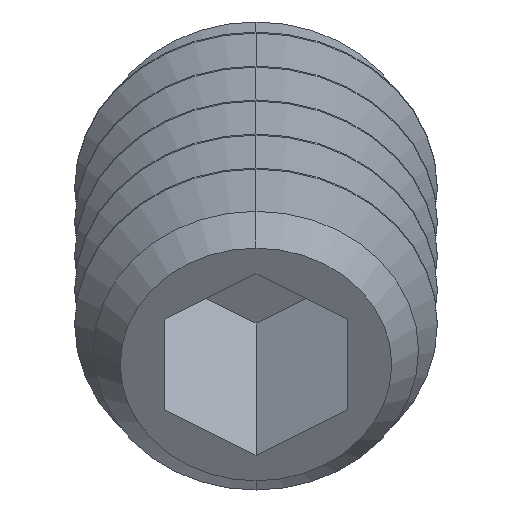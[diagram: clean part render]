
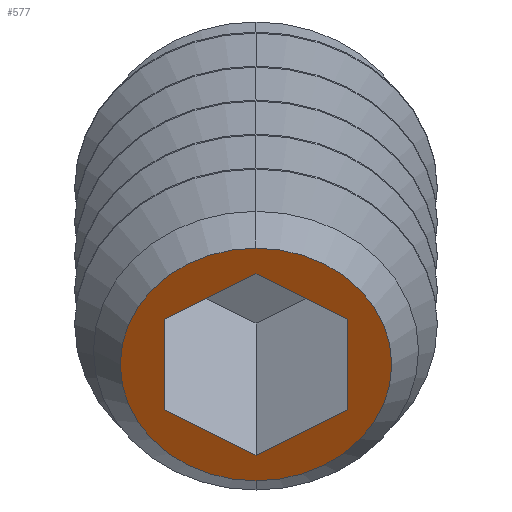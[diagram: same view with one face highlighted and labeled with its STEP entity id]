
A CAD part, left-side view. The second image highlights one B-rep face of the part: STEP entity #577.
In plain terms, the highlighted planar face has unit normal (-0.857, 0, -0.515).
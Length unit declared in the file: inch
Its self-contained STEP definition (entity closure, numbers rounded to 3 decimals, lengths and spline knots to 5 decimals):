
#1 = DIRECTION ( 'NONE',  ( -0.258, -0.866, 0.429 ) ) ;
#9 = CARTESIAN_POINT ( 'NONE',  ( -0.52826, 0.154, -0.33442 ) ) ;
#86 = ORIENTED_EDGE ( 'NONE', *, *, #1302, .F. ) ;
#88 = CARTESIAN_POINT ( 'NONE',  ( -0.52454, 0.1665, -0.34061 ) ) ;
#106 = CIRCLE ( 'NONE', #1054, 0.03705 ) ;
#133 = ORIENTED_EDGE ( 'NONE', *, *, #968, .F. ) ;
#148 = VECTOR ( 'NONE', #632, 39.37008 ) ;
#158 = VERTEX_POINT ( 'NONE', #264 ) ;
#202 = CARTESIAN_POINT ( 'NONE',  ( -0.5357, 0.204, -0.32205 ) ) ;
#206 = EDGE_CURVE ( 'NONE', #1191, #158, #596, .T. ) ;
#220 = ORIENTED_EDGE ( 'NONE', *, *, #796, .T. ) ;
#238 = VECTOR ( 'NONE', #1, 39.37008 ) ;
#244 = CARTESIAN_POINT ( 'NONE',  ( -0.52826, 0.204, -0.33442 ) ) ;
#254 = DIRECTION ( 'NONE',  ( 0.515, 0., -0.857 ) ) ;
#264 = CARTESIAN_POINT ( 'NONE',  ( -0.54313, 0.154, -0.30968 ) ) ;
#272 = CARTESIAN_POINT ( 'NONE',  ( -0.55479, 0.179, -0.2903 ) ) ;
#285 = DIRECTION ( 'NONE',  ( 0.515, 0., -0.857 ) ) ;
#302 = DIRECTION ( 'NONE',  ( -0.515, 0., 0.857 ) ) ;
#304 = EDGE_CURVE ( 'NONE', #1236, #634, #740, .T. ) ;
#328 = CARTESIAN_POINT ( 'NONE',  ( -0.51638, 0.14151, -0.35419 ) ) ;
#350 = FACE_OUTER_BOUND ( 'NONE', #881, .T. ) ;
#360 = ORIENTED_EDGE ( 'NONE', *, *, #304, .T. ) ;
#394 = VECTOR ( 'NONE', #531, 39.37008 ) ;
#417 = DIRECTION ( 'NONE',  ( 0.258, -0.866, -0.429 ) ) ;
#444 = EDGE_CURVE ( 'NONE', #1236, #505, #1184, .T. ) ;
#462 = CARTESIAN_POINT ( 'NONE',  ( -0.54313, 0.204, -0.30968 ) ) ;
#505 = VERTEX_POINT ( 'NONE', #9 ) ;
#520 = ORIENTED_EDGE ( 'NONE', *, *, #444, .F. ) ;
#531 = DIRECTION ( 'NONE',  ( -0.258, 0.866, 0.429 ) ) ;
#553 = VECTOR ( 'NONE', #417, 39.37008 ) ;
#564 = CARTESIAN_POINT ( 'NONE',  ( -0.5357, 0.179, -0.32205 ) ) ;
#577 = ADVANCED_FACE ( 'NONE', ( #864, #350 ), #916, .T. ) ;
#596 = LINE ( 'NONE', #1205, #553 ) ;
#619 = EDGE_CURVE ( 'NONE', #1108, #960, #106, .T. ) ;
#632 = DIRECTION ( 'NONE',  ( -0.515, 0., 0.857 ) ) ;
#634 = VERTEX_POINT ( 'NONE', #244 ) ;
#637 = LINE ( 'NONE', #705, #148 ) ;
#705 = CARTESIAN_POINT ( 'NONE',  ( -0.5357, 0.154, -0.32205 ) ) ;
#722 = CIRCLE ( 'NONE', #1168, 0.03705 ) ;
#724 = ORIENTED_EDGE ( 'NONE', *, *, #997, .T. ) ;
#738 = CARTESIAN_POINT ( 'NONE',  ( -0.51661, 0.179, -0.35381 ) ) ;
#740 = LINE ( 'NONE', #1030, #394 ) ;
#757 = VECTOR ( 'NONE', #1226, 39.37008 ) ;
#773 = DIRECTION ( 'NONE',  ( -0.857, 0., -0.515 ) ) ;
#796 = EDGE_CURVE ( 'NONE', #960, #1108, #722, .T. ) ;
#823 = DIRECTION ( 'NONE',  ( -0.515, 0., 0.857 ) ) ;
#838 = LINE ( 'NONE', #1129, #757 ) ;
#864 = FACE_BOUND ( 'NONE', #874, .T. ) ;
#874 = EDGE_LOOP ( 'NONE', ( #520, #360, #724, #86, #1117, #133 ) ) ;
#881 = EDGE_LOOP ( 'NONE', ( #220, #1204 ) ) ;
#899 = DIRECTION ( 'NONE',  ( -0.857, 0., -0.515 ) ) ;
#908 = DIRECTION ( 'NONE',  ( -0.857, 0., -0.515 ) ) ;
#916 = PLANE ( 'NONE',  #1221 ) ;
#960 = VERTEX_POINT ( 'NONE', #738 ) ;
#968 = EDGE_CURVE ( 'NONE', #505, #158, #637, .T. ) ;
#989 = VERTEX_POINT ( 'NONE', #462 ) ;
#997 = EDGE_CURVE ( 'NONE', #634, #989, #1021, .T. ) ;
#1021 = LINE ( 'NONE', #202, #1222 ) ;
#1030 = CARTESIAN_POINT ( 'NONE',  ( -0.52082, 0.179, -0.34679 ) ) ;
#1054 = AXIS2_PLACEMENT_3D ( 'NONE', #564, #773, #254 ) ;
#1061 = CARTESIAN_POINT ( 'NONE',  ( -0.52082, 0.179, -0.34679 ) ) ;
#1108 = VERTEX_POINT ( 'NONE', #272 ) ;
#1117 = ORIENTED_EDGE ( 'NONE', *, *, #206, .T. ) ;
#1125 = CARTESIAN_POINT ( 'NONE',  ( -0.55057, 0.179, -0.29731 ) ) ;
#1129 = CARTESIAN_POINT ( 'NONE',  ( -0.54685, 0.1915, -0.3035 ) ) ;
#1158 = CARTESIAN_POINT ( 'NONE',  ( -0.5357, 0.179, -0.32205 ) ) ;
#1168 = AXIS2_PLACEMENT_3D ( 'NONE', #1158, #899, #285 ) ;
#1184 = LINE ( 'NONE', #88, #238 ) ;
#1191 = VERTEX_POINT ( 'NONE', #1125 ) ;
#1204 = ORIENTED_EDGE ( 'NONE', *, *, #619, .T. ) ;
#1205 = CARTESIAN_POINT ( 'NONE',  ( -0.54685, 0.1665, -0.3035 ) ) ;
#1221 = AXIS2_PLACEMENT_3D ( 'NONE', #328, #908, #823 ) ;
#1222 = VECTOR ( 'NONE', #302, 39.37008 ) ;
#1226 = DIRECTION ( 'NONE',  ( 0.258, 0.866, -0.429 ) ) ;
#1236 = VERTEX_POINT ( 'NONE', #1061 ) ;
#1302 = EDGE_CURVE ( 'NONE', #1191, #989, #838, .T. ) ;
